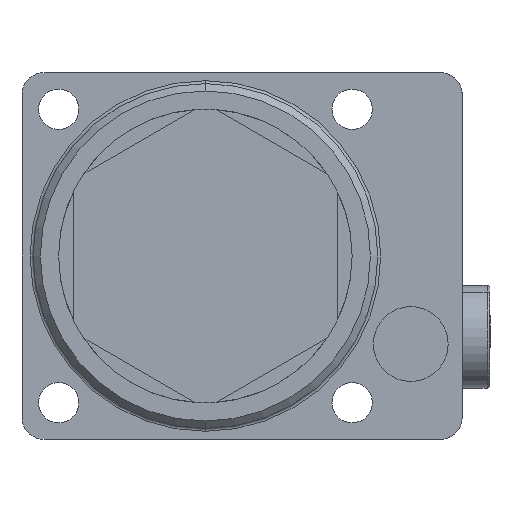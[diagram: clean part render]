
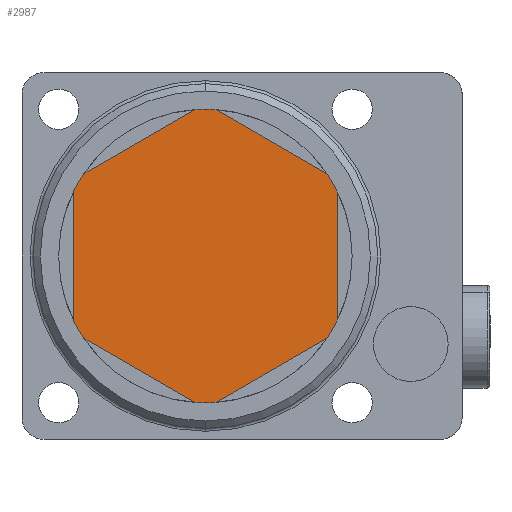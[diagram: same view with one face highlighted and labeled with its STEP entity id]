
A CAD part, front view. The second image highlights one B-rep face of the part: STEP entity #2987.
In plain terms, the highlighted planar face has unit normal (0, -1, 0).
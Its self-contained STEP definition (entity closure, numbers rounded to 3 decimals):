
#2 = CARTESIAN_POINT ( 'NONE',  ( 0., -13., 20. ) ) ;
#3 = CARTESIAN_POINT ( 'NONE',  ( 0., -13., -20. ) ) ;
#75 = CARTESIAN_POINT ( 'NONE',  ( 18., -13., -8.718 ) ) ;
#85 = CARTESIAN_POINT ( 'NONE',  ( -16.55, -13., -11.23 ) ) ;
#91 = CARTESIAN_POINT ( 'NONE',  ( -18., -13., -8.718 ) ) ;
#168 = CARTESIAN_POINT ( 'NONE',  ( -16.55, -13., 11.23 ) ) ;
#169 = CARTESIAN_POINT ( 'NONE',  ( -18., -13., 8.718 ) ) ;
#202 = CARTESIAN_POINT ( 'NONE',  ( -1.45, -13., 19.947 ) ) ;
#428 = VECTOR ( 'NONE', #1882, 1000. ) ;
#430 = VECTOR ( 'NONE', #1884, 1000. ) ;
#431 = LINE ( 'NONE', #1883, #428 ) ;
#432 = VECTOR ( 'NONE', #1888, 1000. ) ;
#433 = LINE ( 'NONE', #1885, #430 ) ;
#434 = VECTOR ( 'NONE', #1892, 1000. ) ;
#435 = LINE ( 'NONE', #1891, #432 ) ;
#436 = VECTOR ( 'NONE', #1895, 1000. ) ;
#437 = LINE ( 'NONE', #1894, #434 ) ;
#438 = VECTOR ( 'NONE', #1906, 1000. ) ;
#439 = LINE ( 'NONE', #1896, #436 ) ;
#440 = LINE ( 'NONE', #1907, #438 ) ;
#443 = CIRCLE ( 'NONE', #3830, 20. ) ;
#449 = CIRCLE ( 'NONE', #3832, 20. ) ;
#455 = CIRCLE ( 'NONE', #3834, 20. ) ;
#460 = CIRCLE ( 'NONE', #3836, 20. ) ;
#585 = CIRCLE ( 'NONE', #3864, 20. ) ;
#601 = CIRCLE ( 'NONE', #3872, 20. ) ;
#610 = CIRCLE ( 'NONE', #3874, 20. ) ;
#615 = CIRCLE ( 'NONE', #3877, 20. ) ;
#641 = FACE_OUTER_BOUND ( 'NONE', #2747, .T. ) ;
#1259 = CARTESIAN_POINT ( 'NONE',  ( 1.45, -13., 19.947 ) ) ;
#1306 = CARTESIAN_POINT ( 'NONE',  ( 1.45, -13., -19.947 ) ) ;
#1326 = CARTESIAN_POINT ( 'NONE',  ( -1.45, -13., -19.947 ) ) ;
#1341 = CARTESIAN_POINT ( 'NONE',  ( 16.55, -13., -11.23 ) ) ;
#1346 = CARTESIAN_POINT ( 'NONE',  ( 18., -13., 8.718 ) ) ;
#1347 = CARTESIAN_POINT ( 'NONE',  ( 16.55, -13., 11.23 ) ) ;
#1511 = VERTEX_POINT ( 'NONE', #202 ) ;
#1523 = VERTEX_POINT ( 'NONE', #169 ) ;
#1524 = VERTEX_POINT ( 'NONE', #168 ) ;
#1558 = VERTEX_POINT ( 'NONE', #91 ) ;
#1559 = VERTEX_POINT ( 'NONE', #85 ) ;
#1581 = VERTEX_POINT ( 'NONE', #75 ) ;
#1636 = VERTEX_POINT ( 'NONE', #3 ) ;
#1637 = VERTEX_POINT ( 'NONE', #2 ) ;
#1641 = VERTEX_POINT ( 'NONE', #1347 ) ;
#1642 = VERTEX_POINT ( 'NONE', #1346 ) ;
#1646 = VERTEX_POINT ( 'NONE', #1341 ) ;
#1661 = VERTEX_POINT ( 'NONE', #1326 ) ;
#1683 = VERTEX_POINT ( 'NONE', #1306 ) ;
#1711 = VERTEX_POINT ( 'NONE', #1259 ) ;
#1879 = DIRECTION ( 'NONE',  ( 0., 0., -1. ) ) ;
#1880 = DIRECTION ( 'NONE',  ( 0., -1., 0. ) ) ;
#1882 = DIRECTION ( 'NONE',  ( 0., 0., -1. ) ) ;
#1883 = CARTESIAN_POINT ( 'NONE',  ( -18., -13., 0. ) ) ;
#1884 = DIRECTION ( 'NONE',  ( -0.866, 0., -0.5 ) ) ;
#1885 = CARTESIAN_POINT ( 'NONE',  ( -9., -13., 15.588 ) ) ;
#1887 = PLANE ( 'NONE',  #3887 ) ;
#1888 = DIRECTION ( 'NONE',  ( -0.866, 0., 0.5 ) ) ;
#1890 = CARTESIAN_POINT ( 'NONE',  ( 0., -13., 0. ) ) ;
#1891 = CARTESIAN_POINT ( 'NONE',  ( 9., -13., 15.588 ) ) ;
#1892 = DIRECTION ( 'NONE',  ( 0., 0., 1. ) ) ;
#1894 = CARTESIAN_POINT ( 'NONE',  ( 18., -13., 0. ) ) ;
#1895 = DIRECTION ( 'NONE',  ( 0.866, 0., 0.5 ) ) ;
#1896 = CARTESIAN_POINT ( 'NONE',  ( 9., -13., -15.588 ) ) ;
#1901 = DIRECTION ( 'NONE',  ( 0., 0., -1. ) ) ;
#1902 = DIRECTION ( 'NONE',  ( 0., -1., 0. ) ) ;
#1904 = CARTESIAN_POINT ( 'NONE',  ( 0., -13., 0. ) ) ;
#1906 = DIRECTION ( 'NONE',  ( 0.866, 0., -0.5 ) ) ;
#1907 = CARTESIAN_POINT ( 'NONE',  ( -9., -13., -15.588 ) ) ;
#1914 = DIRECTION ( 'NONE',  ( 0., 0., -1. ) ) ;
#1916 = DIRECTION ( 'NONE',  ( 0., -1., 0. ) ) ;
#1917 = CARTESIAN_POINT ( 'NONE',  ( 0., -13., 0. ) ) ;
#1932 = DIRECTION ( 'NONE',  ( 0., 0., -1. ) ) ;
#1933 = DIRECTION ( 'NONE',  ( 0., -1., 0. ) ) ;
#1934 = CARTESIAN_POINT ( 'NONE',  ( 0., -13., 0. ) ) ;
#1950 = DIRECTION ( 'NONE',  ( 0., 0., -1. ) ) ;
#1951 = DIRECTION ( 'NONE',  ( 0., -1., 0. ) ) ;
#1952 = CARTESIAN_POINT ( 'NONE',  ( 0., -13., 0. ) ) ;
#2376 = DIRECTION ( 'NONE',  ( 0., 0., -1. ) ) ;
#2377 = DIRECTION ( 'NONE',  ( 0., -1., 0. ) ) ;
#2379 = CARTESIAN_POINT ( 'NONE',  ( 0., -13., 0. ) ) ;
#2424 = DIRECTION ( 'NONE',  ( 0., 0., -1. ) ) ;
#2425 = DIRECTION ( 'NONE',  ( 0., -1., 0. ) ) ;
#2426 = CARTESIAN_POINT ( 'NONE',  ( 0., -13., 0. ) ) ;
#2439 = DIRECTION ( 'NONE',  ( 0., 0., -1. ) ) ;
#2440 = DIRECTION ( 'NONE',  ( 0., -1., 0. ) ) ;
#2441 = CARTESIAN_POINT ( 'NONE',  ( 0., -13., 0. ) ) ;
#2453 = DIRECTION ( 'NONE',  ( 0., 0., -1. ) ) ;
#2454 = DIRECTION ( 'NONE',  ( 0., -1., 0. ) ) ;
#2455 = CARTESIAN_POINT ( 'NONE',  ( 0., -13., 0. ) ) ;
#2558 = ORIENTED_EDGE ( 'NONE', *, *, #4105, .T. ) ;
#2559 = ORIENTED_EDGE ( 'NONE', *, *, #4115, .T. ) ;
#2560 = ORIENTED_EDGE ( 'NONE', *, *, #4101, .T. ) ;
#2561 = ORIENTED_EDGE ( 'NONE', *, *, #3952, .T. ) ;
#2562 = ORIENTED_EDGE ( 'NONE', *, *, #4116, .T. ) ;
#2563 = ORIENTED_EDGE ( 'NONE', *, *, #3826, .T. ) ;
#2564 = ORIENTED_EDGE ( 'NONE', *, *, #4117, .T. ) ;
#2565 = ORIENTED_EDGE ( 'NONE', *, *, #3743, .T. ) ;
#2566 = ORIENTED_EDGE ( 'NONE', *, *, #4118, .T. ) ;
#2567 = ORIENTED_EDGE ( 'NONE', *, *, #3704, .T. ) ;
#2568 = ORIENTED_EDGE ( 'NONE', *, *, #4113, .T. ) ;
#2569 = ORIENTED_EDGE ( 'NONE', *, *, #4119, .T. ) ;
#2570 = ORIENTED_EDGE ( 'NONE', *, *, #4109, .T. ) ;
#2571 = ORIENTED_EDGE ( 'NONE', *, *, #4120, .T. ) ;
#2747 = EDGE_LOOP ( 'NONE', ( #2558, #2559, #2560, #2561, #2562, #2563, #2564, #2565, #2566, #2567, #2568, #2569, #2570, #2571 ) ) ;
#2987 = ADVANCED_FACE ( 'NONE', ( #641 ), #1887, .T. ) ;
#3704 = EDGE_CURVE ( 'NONE', #1711, #1637, #615, .T. ) ;
#3743 = EDGE_CURVE ( 'NONE', #1642, #1641, #610, .T. ) ;
#3826 = EDGE_CURVE ( 'NONE', #1646, #1581, #601, .T. ) ;
#3830 = AXIS2_PLACEMENT_3D ( 'NONE', #1904, #1902, #1901 ) ;
#3832 = AXIS2_PLACEMENT_3D ( 'NONE', #1917, #1916, #1914 ) ;
#3834 = AXIS2_PLACEMENT_3D ( 'NONE', #1934, #1933, #1932 ) ;
#3836 = AXIS2_PLACEMENT_3D ( 'NONE', #1952, #1951, #1950 ) ;
#3864 = AXIS2_PLACEMENT_3D ( 'NONE', #2379, #2377, #2376 ) ;
#3872 = AXIS2_PLACEMENT_3D ( 'NONE', #2426, #2425, #2424 ) ;
#3874 = AXIS2_PLACEMENT_3D ( 'NONE', #2441, #2440, #2439 ) ;
#3877 = AXIS2_PLACEMENT_3D ( 'NONE', #2455, #2454, #2453 ) ;
#3887 = AXIS2_PLACEMENT_3D ( 'NONE', #1890, #1880, #1879 ) ;
#3952 = EDGE_CURVE ( 'NONE', #1636, #1683, #585, .T. ) ;
#4101 = EDGE_CURVE ( 'NONE', #1661, #1636, #460, .T. ) ;
#4105 = EDGE_CURVE ( 'NONE', #1558, #1559, #455, .T. ) ;
#4109 = EDGE_CURVE ( 'NONE', #1524, #1523, #449, .T. ) ;
#4113 = EDGE_CURVE ( 'NONE', #1637, #1511, #443, .T. ) ;
#4115 = EDGE_CURVE ( 'NONE', #1559, #1661, #440, .T. ) ;
#4116 = EDGE_CURVE ( 'NONE', #1683, #1646, #439, .T. ) ;
#4117 = EDGE_CURVE ( 'NONE', #1581, #1642, #437, .T. ) ;
#4118 = EDGE_CURVE ( 'NONE', #1641, #1711, #435, .T. ) ;
#4119 = EDGE_CURVE ( 'NONE', #1511, #1524, #433, .T. ) ;
#4120 = EDGE_CURVE ( 'NONE', #1523, #1558, #431, .T. ) ;
